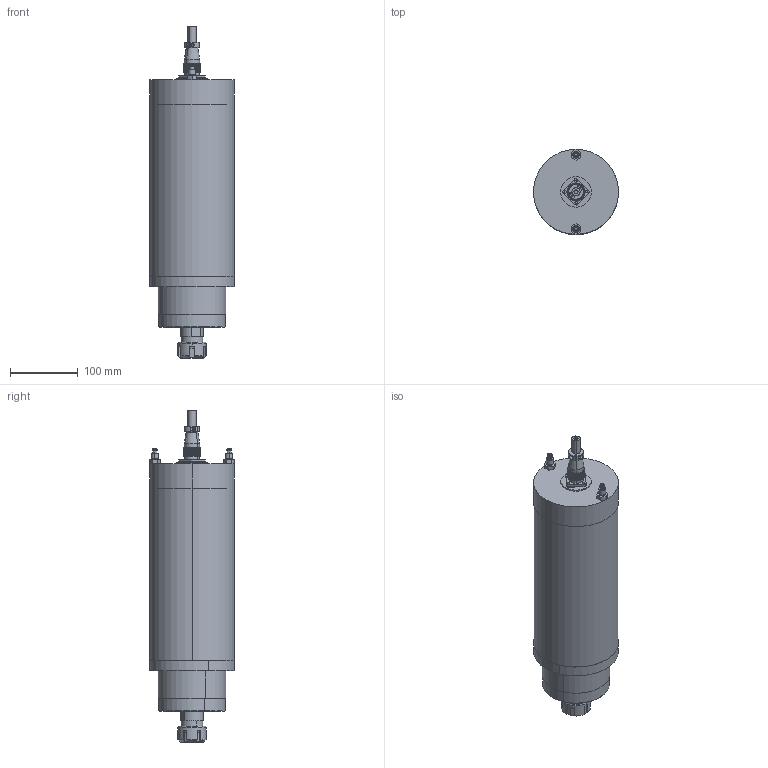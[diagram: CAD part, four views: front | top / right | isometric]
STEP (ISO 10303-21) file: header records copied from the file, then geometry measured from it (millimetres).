
FILE_DESCRIPTION (( 'STEP AP214' ), '1' );
FILE_NAME ('GDK125-9-18Z-5.5-11-6P.STEP', '2024-07-26T07:24:41', ( '00' ), ( '' ), 'SwSTEP 2.0', 'SolidWorks 2018', '' );
FILE_SCHEMA (( 'AUTOMOTIVE_DESIGN' ));
Length unit declared in the file: millimetre
Products named in the file (13): GBT823_M3℅10; ER25-6 粟俶芠標_1; GDK125-12-24Z-4.0-8.0堤盄釱; GDK125-9-18Z-5.5-11-6P粣芛29; GDK125-9-18Z-5.5-11-6P滅鳥欶395; GDK125-9-18Z-5.5-11-6Pj儂褲i395; WS20瑤脣; WS20瑤脣芛; 阨郲30.5ㄗM10ㄘ; GDK125-9-18Z-5.5-11-6P; ER25蹟簽_1; WS20瑤脣釱; GDK125-9-18Z-5.5-11-6P粣創釱395
Assembly tree (14 placements, depth 3):
  GDK125-9-18Z-5.5-11-6P
    GDK125-9-18Z-5.5-11-6Pj儂褲i395
    GDK125-12-24Z-4.0-8.0堤盄釱
    GDK125-9-18Z-5.5-11-6P粣創釱395
    GDK125-9-18Z-5.5-11-6P滅鳥欶395
    GDK125-9-18Z-5.5-11-6P粣芛29
    ER25-6 粟俶芠標_1
    ER25蹟簽_1
    阨郲30.5ㄗM10ㄘ  x2
    WS20瑤脣
      WS20瑤脣釱
      WS20瑤脣芛
      GBT823_M3℅10  x2
Bounding box: 125 x 125.17 x 488.3 mm (x, y, z)
Volume: 4260420.4 mm3; surface area: 268231.1 mm2
Topology: 18 solids, 18 shells, 3213 faces, 7959 edges, 5249 vertices
Faces by surface type: plane 1329, cone 1035, cylinder 807, torus 21, sphere 12, bspline 9
Entity records: 101423 total; most frequent: CARTESIAN_POINT 24779, ORIENTED_EDGE 15630, DIRECTION 14627, EDGE_CURVE 7815, AXIS2_PLACEMENT_3D 5927, VERTEX_POINT 5179, EDGE_LOOP 3692, FACE_OUTER_BOUND 3160
